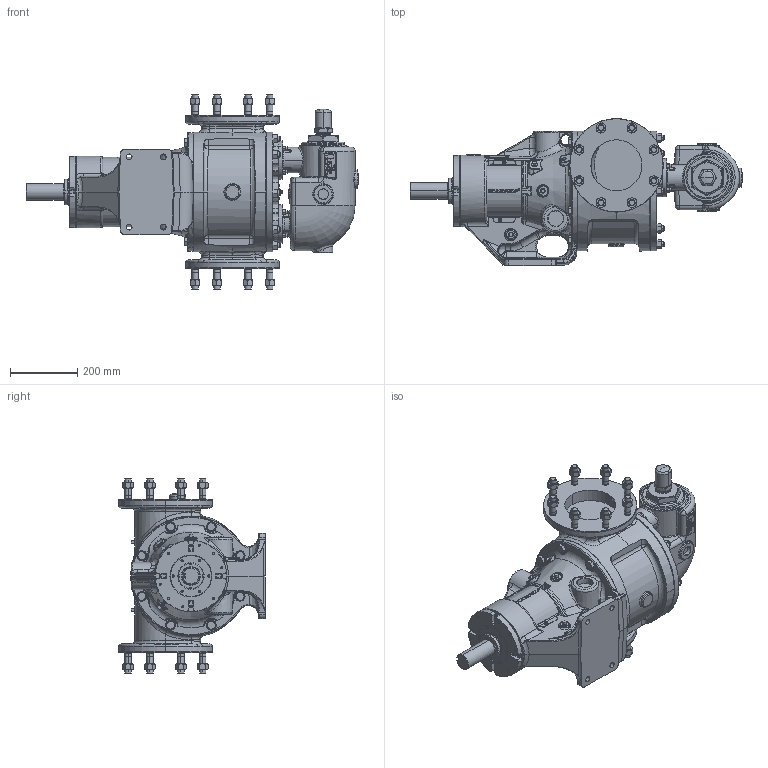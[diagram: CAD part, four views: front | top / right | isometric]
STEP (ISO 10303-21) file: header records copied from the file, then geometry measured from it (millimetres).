
FILE_DESCRIPTION (( 'STEP AP214' ), '1' );
FILE_NAME ('QV-2355.step', '2025-12-05T18:11:22', ( '' ), ( '' ), 'SwSTEP 2.0', 'SolidWorks 2024', '' );
FILE_SCHEMA (( 'AUTOMOTIVE_DESIGN' ));
Products named in the file (1): QV-2355
Bounding box: 990.58 x 438.15 x 582.68 mm (x, y, z)
Volume: 51627206 mm3; surface area: 1826707.2 mm2
Topology: 1 solids, 1 shells, 5204 faces, 13062 edges, 8023 vertices
Faces by surface type: plane 1655, bspline 1569, cone 950, cylinder 777, torus 161, sphere 92
Entity records: 241554 total; most frequent: CARTESIAN_POINT 131406, ORIENTED_EDGE 25682, DIRECTION 18449, EDGE_CURVE 12841, VERTEX_POINT 8012, AXIS2_PLACEMENT_3D 6730, EDGE_LOOP 5599, ADVANCED_FACE 5204
